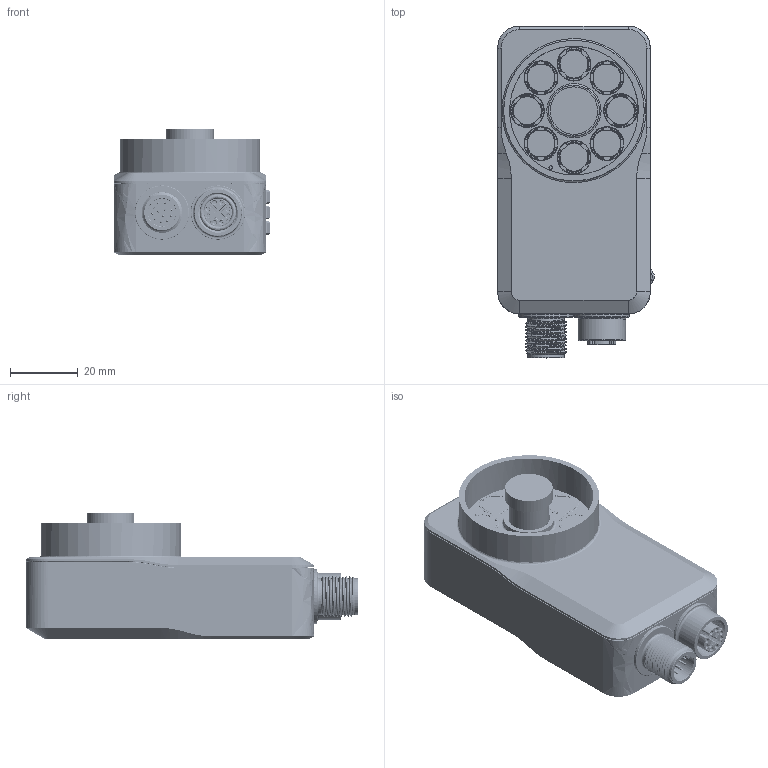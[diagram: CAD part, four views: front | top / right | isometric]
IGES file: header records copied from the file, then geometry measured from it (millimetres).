
Global section: file name: CS 6X; native system: Autodesk Inventor 2019; preprocessor: unknown; author: C. Kuhn; organization: di-soric GmbH & Co. KG; date: 20191022.140442; units: millimetre
Bounding box: 46.2 x 98 x 37.1 mm (x, y, z)
Volume: 35543.9 mm3; surface area: 39492.5 mm2
Topology: 2 solids, 4 shells, 3178 faces, 17274 edges, 15417 vertices
Faces by surface type: bspline 2210, revolution 968
